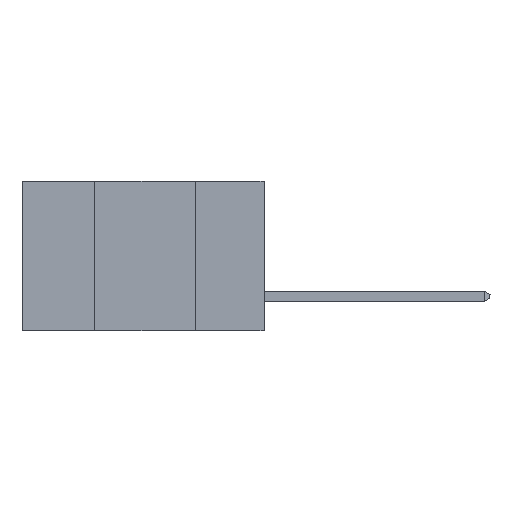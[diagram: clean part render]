
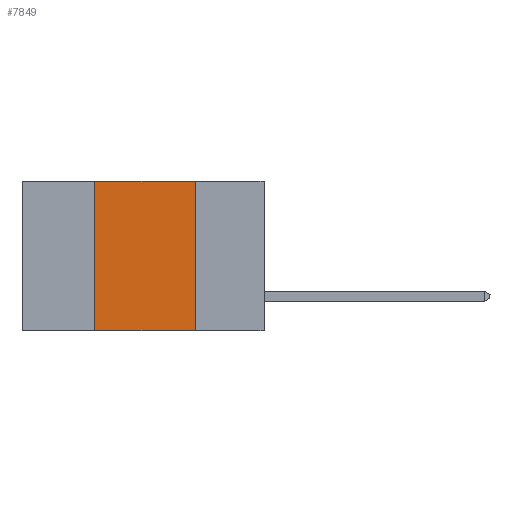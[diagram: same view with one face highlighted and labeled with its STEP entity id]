
A CAD part, left-side view. The second image highlights one B-rep face of the part: STEP entity #7849.
In plain terms, the highlighted planar face has unit normal (-1, 0, 0).
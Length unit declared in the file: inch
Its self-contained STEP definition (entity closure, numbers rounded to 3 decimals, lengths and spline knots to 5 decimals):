
#332 = LINE ( 'NONE', #7429, #7265 ) ;
#570 = EDGE_CURVE ( 'NONE', #8872, #3114, #6048, .T. ) ;
#740 = CARTESIAN_POINT ( 'NONE',  ( 0., 0.6, -0.37 ) ) ;
#875 = CARTESIAN_POINT ( 'NONE',  ( 0., 0.42, -0.37 ) ) ;
#1539 = DIRECTION ( 'NONE',  ( 0., -1., 0. ) ) ;
#2330 = CARTESIAN_POINT ( 'NONE',  ( 0., 0.6, 0. ) ) ;
#2610 = FACE_OUTER_BOUND ( 'NONE', #11363, .T. ) ;
#3114 = VERTEX_POINT ( 'NONE', #5467 ) ;
#3187 = VECTOR ( 'NONE', #5059, 39.37008 ) ;
#3664 = VECTOR ( 'NONE', #1539, 39.37008 ) ;
#3742 = VERTEX_POINT ( 'NONE', #875 ) ;
#3891 = ORIENTED_EDGE ( 'NONE', *, *, #10317, .T. ) ;
#3950 = ORIENTED_EDGE ( 'NONE', *, *, #6434, .F. ) ;
#4969 = DIRECTION ( 'NONE',  ( 1., 0., 0. ) ) ;
#5059 = DIRECTION ( 'NONE',  ( 0., 0., -1. ) ) ;
#5467 = CARTESIAN_POINT ( 'NONE',  ( 0., 0.17, 0. ) ) ;
#5528 = DIRECTION ( 'NONE',  ( 0., 0., 1. ) ) ;
#5748 = CARTESIAN_POINT ( 'NONE',  ( 0., 0.42, 0. ) ) ;
#5789 = ORIENTED_EDGE ( 'NONE', *, *, #570, .F. ) ;
#5911 = CARTESIAN_POINT ( 'NONE',  ( 0., 0.17, -0.37 ) ) ;
#5923 = PLANE ( 'NONE',  #11084 ) ;
#6048 = LINE ( 'NONE', #11559, #3664 ) ;
#6212 = DIRECTION ( 'NONE',  ( 0., -1., 0. ) ) ;
#6434 = EDGE_CURVE ( 'NONE', #3114, #10925, #11154, .T. ) ;
#7265 = VECTOR ( 'NONE', #5528, 39.37008 ) ;
#7429 = CARTESIAN_POINT ( 'NONE',  ( 0., 0.42, 0. ) ) ;
#7778 = CARTESIAN_POINT ( 'NONE',  ( 0., 0.17, 0. ) ) ;
#7849 = ADVANCED_FACE ( 'NONE', ( #2610 ), #5923, .F. ) ;
#8063 = ORIENTED_EDGE ( 'NONE', *, *, #8330, .F. ) ;
#8330 = EDGE_CURVE ( 'NONE', #3742, #8872, #332, .T. ) ;
#8872 = VERTEX_POINT ( 'NONE', #5748 ) ;
#10317 = EDGE_CURVE ( 'NONE', #3742, #10925, #11610, .T. ) ;
#10925 = VERTEX_POINT ( 'NONE', #5911 ) ;
#11084 = AXIS2_PLACEMENT_3D ( 'NONE', #2330, #4969, #11413 ) ;
#11154 = LINE ( 'NONE', #7778, #3187 ) ;
#11338 = VECTOR ( 'NONE', #6212, 39.37008 ) ;
#11363 = EDGE_LOOP ( 'NONE', ( #3950, #5789, #8063, #3891 ) ) ;
#11413 = DIRECTION ( 'NONE',  ( 0., 0., -1. ) ) ;
#11559 = CARTESIAN_POINT ( 'NONE',  ( 0., 0.6, 0. ) ) ;
#11610 = LINE ( 'NONE', #740, #11338 ) ;
